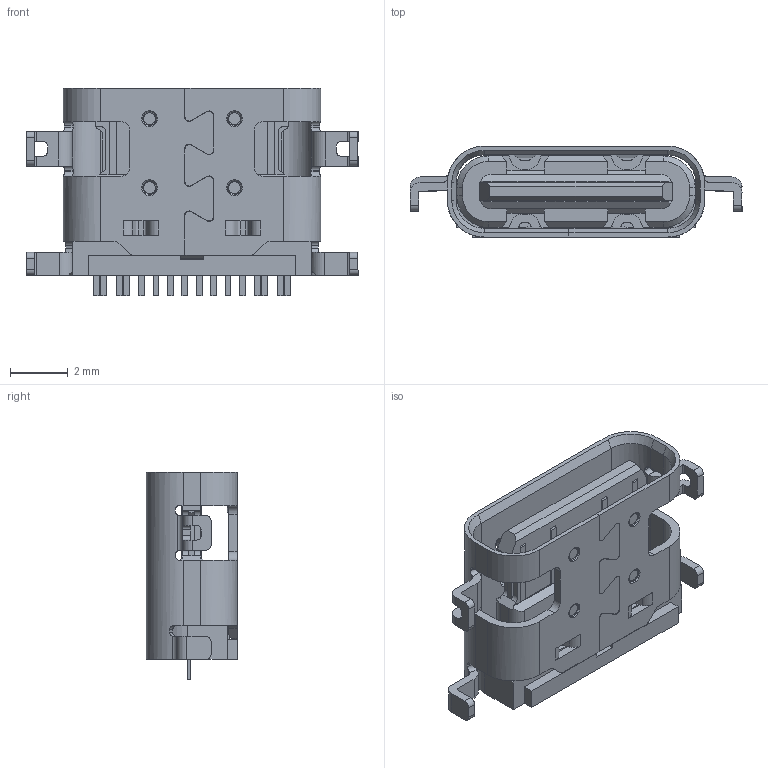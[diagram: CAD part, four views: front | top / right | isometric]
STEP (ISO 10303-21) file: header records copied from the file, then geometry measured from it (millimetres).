
FILE_DESCRIPTION(/* description */ ('STEP AP214'),/* implementation_level */ '2;1');
FILE_NAME(/* name */ 'USB4510-03-1-A',/* time_stamp */ '2023-01-05T05:48:53+01:00',/* author */ ('License CC BY-ND 4.0'),/* organization */ ('CADENAS'),/* preprocessor_version */ 'ST-DEVELOPER v18.102',/* originating_system */ 'PARTsolutions',/* authorisation */ ' ');
FILE_SCHEMA (('AUTOMOTIVE_DESIGN {1 0 10303 214 3 1 1}'));
Length unit declared in the file: millimetre
Products named in the file (2): USB4510-03-1-A; USB4510-03-1-A_PART1
Assembly tree (1 placements, depth 2):
  USB4510-03-1-A
    USB4510-03-1-A_PART1
Bounding box: 11.54 x 3.18 x 7.2 mm (x, y, z)
Volume: 94.3 mm3; surface area: 431.8 mm2
Topology: 1 solids, 1 shells, 715 faces, 2078 edges, 1350 vertices
Faces by surface type: plane 511, cylinder 171, cone 17, bspline 16
Entity records: 29031 total; most frequent: CARTESIAN_POINT 5008, ORIENTED_EDGE 4132, DIRECTION 3748, EDGE_CURVE 2066, LINE 1592, VECTOR 1592, VERTEX_POINT 1346, AXIS2_PLACEMENT_3D 1078
